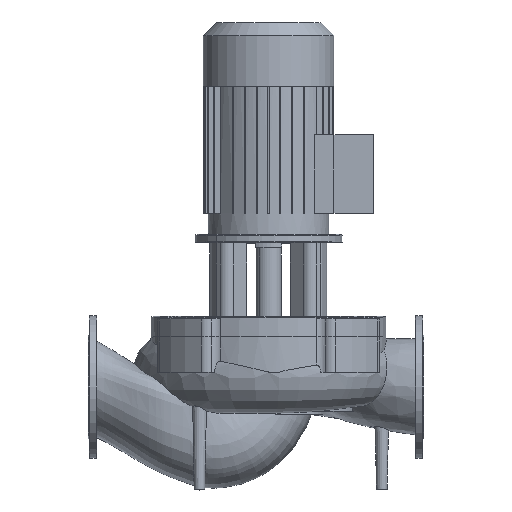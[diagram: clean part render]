
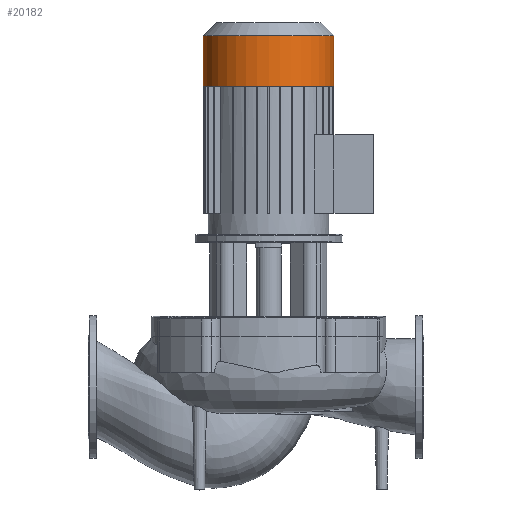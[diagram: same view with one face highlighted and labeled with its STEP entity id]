
A CAD part, top view. The second image highlights one B-rep face of the part: STEP entity #20182.
In plain terms, the highlighted cylindrical face has radius 156 mm (diameter 312 mm), a partial arc.
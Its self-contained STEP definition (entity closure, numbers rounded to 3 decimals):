
#15788=CARTESIAN_POINT('',(586.0,717.5,0.0));
#15789=VERTEX_POINT('',#15788);
#15790=CARTESIAN_POINT('',(586.0,837.8,0.0));
#15791=VERTEX_POINT('',#15790);
#15792=CARTESIAN_POINT('',(586.0,717.5,0.0));
#15793=DIRECTION('',(0.0,1.0,0.0));
#15794=VECTOR('',#15793,120.3);
#15795=LINE('',#15792,#15794);
#15796=EDGE_CURVE('',#15789,#15791,#15795,.T.);
#15798=CARTESIAN_POINT('',(274.0,717.5,0.));
#15799=VERTEX_POINT('',#15798);
#15807=CARTESIAN_POINT('',(274.0,837.8,0.));
#15808=VERTEX_POINT('',#15807);
#15809=CARTESIAN_POINT('',(274.0,717.5,0.));
#15810=DIRECTION('',(0.0,1.0,0.0));
#15811=VECTOR('',#15810,120.3);
#15812=LINE('',#15809,#15811);
#15813=EDGE_CURVE('',#15799,#15808,#15812,.T.);
#18731=CARTESIAN_POINT('',(430.0,717.5,0.0));
#18732=DIRECTION('',(0.0,1.0,0.0));
#18733=DIRECTION('',(1.0,0.0,0.0));
#18734=AXIS2_PLACEMENT_3D('',#18731,#18732,#18733);
#18735=CIRCLE('',#18734,156.0);
#18736=EDGE_CURVE('',#15799,#15789,#18735,.T.);
#20161=CARTESIAN_POINT('',(430.0,837.8,0.0));
#20162=DIRECTION('',(0.0,1.0,0.0));
#20163=DIRECTION('',(1.0,0.0,0.0));
#20164=AXIS2_PLACEMENT_3D('',#20161,#20162,#20163);
#20165=CIRCLE('',#20164,156.0);
#20166=EDGE_CURVE('',#15808,#15791,#20165,.T.);
#20171=CARTESIAN_POINT('',(430.0,869.0,0.0));
#20172=DIRECTION('',(0.0,-1.0,0.0));
#20173=DIRECTION('',(1.0,0.0,0.0));
#20174=AXIS2_PLACEMENT_3D('',#20171,#20172,#20173);
#20175=CYLINDRICAL_SURFACE('',#20174,156.0);
#20176=ORIENTED_EDGE('',*,*,#15796,.T.);
#20177=ORIENTED_EDGE('',*,*,#20166,.F.);
#20178=ORIENTED_EDGE('',*,*,#15813,.F.);
#20179=ORIENTED_EDGE('',*,*,#18736,.T.);
#20180=EDGE_LOOP('',(#20176,#20177,#20178,#20179));
#20181=FACE_OUTER_BOUND('',#20180,.T.);
#20182=ADVANCED_FACE('',(#20181),#20175,.T.);
